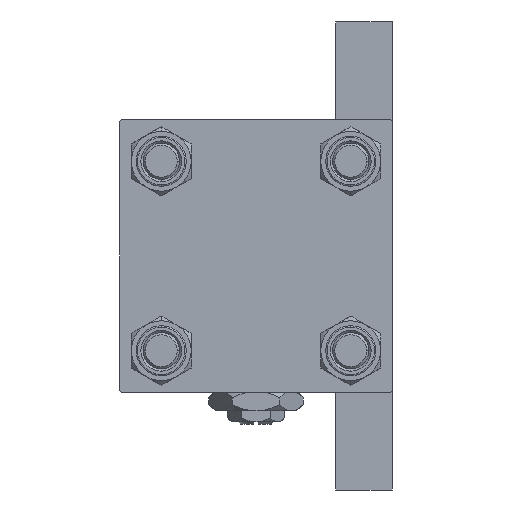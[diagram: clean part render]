
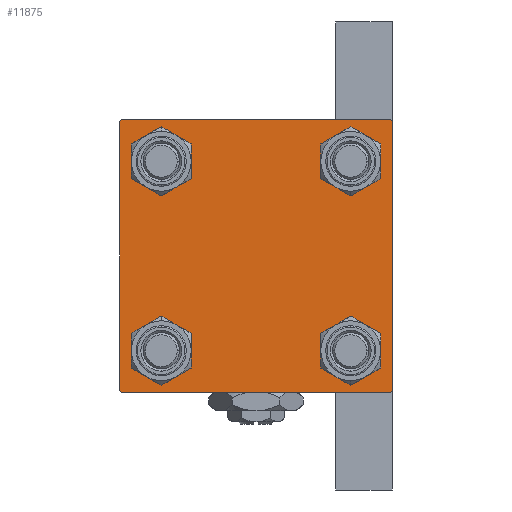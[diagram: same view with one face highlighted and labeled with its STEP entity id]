
A CAD part, left-side view. The second image highlights one B-rep face of the part: STEP entity #11875.
In plain terms, the highlighted planar face has unit normal (-1, 0, 0).
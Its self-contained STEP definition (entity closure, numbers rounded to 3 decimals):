
#84 = CIRCLE ( 'NONE', #6654, 4.5 ) ;
#670 = EDGE_CURVE ( 'NONE', #49140, #48398, #84, .T. ) ;
#1214 = DIRECTION ( 'NONE',  ( 0., 0., -1. ) ) ;
#1739 = AXIS2_PLACEMENT_3D ( 'NONE', #15543, #7777, #27439 ) ;
#2725 = VERTEX_POINT ( 'NONE', #46363 ) ;
#3608 = VECTOR ( 'NONE', #23051, 1000. ) ;
#3901 = FACE_BOUND ( 'NONE', #24665, .T. ) ;
#4050 = CARTESIAN_POINT ( 'NONE',  ( 0., 30., -29.5 ) ) ;
#4056 = CARTESIAN_POINT ( 'NONE',  ( 0., 29.5, 30. ) ) ;
#4279 = CIRCLE ( 'NONE', #27441, 4.5 ) ;
#4448 = EDGE_CURVE ( 'NONE', #37592, #14205, #11414, .T. ) ;
#4456 = ORIENTED_EDGE ( 'NONE', *, *, #670, .T. ) ;
#5038 = ORIENTED_EDGE ( 'NONE', *, *, #29219, .T. ) ;
#5581 = DIRECTION ( 'NONE',  ( 1., 0., 0. ) ) ;
#5918 = EDGE_CURVE ( 'NONE', #14474, #17332, #16723, .T. ) ;
#6504 = EDGE_CURVE ( 'NONE', #2725, #45344, #48184, .T. ) ;
#6654 = AXIS2_PLACEMENT_3D ( 'NONE', #17178, #24677, #33185 ) ;
#7777 = DIRECTION ( 'NONE',  ( -1., 0., 0. ) ) ;
#8402 = CARTESIAN_POINT ( 'NONE',  ( 0., 29.75, -29.75 ) ) ;
#9603 = CARTESIAN_POINT ( 'NONE',  ( 0., -29.75, -29.75 ) ) ;
#10755 = VECTOR ( 'NONE', #11951, 1000. ) ;
#10946 = VERTEX_POINT ( 'NONE', #43878 ) ;
#11414 = LINE ( 'NONE', #27195, #3608 ) ;
#11514 = ORIENTED_EDGE ( 'NONE', *, *, #13089, .T. ) ;
#11716 = AXIS2_PLACEMENT_3D ( 'NONE', #33269, #37377, #44585 ) ;
#11852 = VECTOR ( 'NONE', #32336, 1000. ) ;
#11875 = ADVANCED_FACE ( 'NONE', ( #15800, #12168, #3901, #23549, #23289 ), #27697, .T. ) ;
#11951 = DIRECTION ( 'NONE',  ( 0., -1., 0. ) ) ;
#12168 = FACE_BOUND ( 'NONE', #37102, .T. ) ;
#12511 = CARTESIAN_POINT ( 'NONE',  ( 0., 30., 29.5 ) ) ;
#12741 = EDGE_LOOP ( 'NONE', ( #11514, #38494 ) ) ;
#13089 = EDGE_CURVE ( 'NONE', #10946, #32331, #4279, .T. ) ;
#14205 = VERTEX_POINT ( 'NONE', #28086 ) ;
#14367 = EDGE_CURVE ( 'NONE', #32331, #10946, #28269, .T. ) ;
#14474 = VERTEX_POINT ( 'NONE', #12511 ) ;
#14608 = DIRECTION ( 'NONE',  ( 0., 0.707, 0.707 ) ) ;
#15405 = CARTESIAN_POINT ( 'NONE',  ( 0., -20.85, 20.85 ) ) ;
#15543 = CARTESIAN_POINT ( 'NONE',  ( 0., 0., 0. ) ) ;
#15716 = CARTESIAN_POINT ( 'NONE',  ( 0., -20.85, -16.35 ) ) ;
#15800 = FACE_BOUND ( 'NONE', #43577, .T. ) ;
#15941 = CARTESIAN_POINT ( 'NONE',  ( 0., -30., 29.5 ) ) ;
#16642 = DIRECTION ( 'NONE',  ( 1., 0., 0. ) ) ;
#16668 = EDGE_CURVE ( 'NONE', #24941, #33640, #25118, .T. ) ;
#16723 = LINE ( 'NONE', #20357, #37460 ) ;
#16839 = ORIENTED_EDGE ( 'NONE', *, *, #18547, .T. ) ;
#17150 = DIRECTION ( 'NONE',  ( 0., 0., 1. ) ) ;
#17178 = CARTESIAN_POINT ( 'NONE',  ( 0., 20.85, -20.85 ) ) ;
#17332 = VERTEX_POINT ( 'NONE', #4050 ) ;
#18500 = LINE ( 'NONE', #46316, #47906 ) ;
#18522 = CARTESIAN_POINT ( 'NONE',  ( 0., 29.5, -30. ) ) ;
#18547 = EDGE_CURVE ( 'NONE', #49276, #47350, #36116, .T. ) ;
#18892 = VECTOR ( 'NONE', #21246, 1000. ) ;
#19164 = EDGE_CURVE ( 'NONE', #24941, #14474, #42558, .T. ) ;
#19945 = DIRECTION ( 'NONE',  ( 1., 0., 0. ) ) ;
#20357 = CARTESIAN_POINT ( 'NONE',  ( 0., 30., 30. ) ) ;
#21246 = DIRECTION ( 'NONE',  ( 0., -0.707, 0.707 ) ) ;
#21869 = AXIS2_PLACEMENT_3D ( 'NONE', #28776, #16642, #17150 ) ;
#22450 = CIRCLE ( 'NONE', #11716, 4.5 ) ;
#22652 = CARTESIAN_POINT ( 'NONE',  ( 0., -29.5, -30. ) ) ;
#23051 = DIRECTION ( 'NONE',  ( 0., 0., -1. ) ) ;
#23289 = FACE_OUTER_BOUND ( 'NONE', #43236, .T. ) ;
#23549 = FACE_BOUND ( 'NONE', #12741, .T. ) ;
#23588 = EDGE_CURVE ( 'NONE', #24316, #49170, #39305, .T. ) ;
#23883 = ORIENTED_EDGE ( 'NONE', *, *, #28174, .T. ) ;
#24316 = VERTEX_POINT ( 'NONE', #18522 ) ;
#24665 = EDGE_LOOP ( 'NONE', ( #47471, #4456 ) ) ;
#24677 = DIRECTION ( 'NONE',  ( 1., 0., 0. ) ) ;
#24941 = VERTEX_POINT ( 'NONE', #4056 ) ;
#25118 = LINE ( 'NONE', #31839, #11852 ) ;
#26298 = CIRCLE ( 'NONE', #45227, 4.5 ) ;
#26858 = DIRECTION ( 'NONE',  ( 0., 0.707, -0.707 ) ) ;
#27017 = CARTESIAN_POINT ( 'NONE',  ( 0., 20.85, 20.85 ) ) ;
#27195 = CARTESIAN_POINT ( 'NONE',  ( 0., -30., 30. ) ) ;
#27439 = DIRECTION ( 'NONE',  ( 0., 0., 1. ) ) ;
#27441 = AXIS2_PLACEMENT_3D ( 'NONE', #36176, #19945, #44396 ) ;
#27697 = PLANE ( 'NONE',  #1739 ) ;
#28086 = CARTESIAN_POINT ( 'NONE',  ( 0., -30., -29.5 ) ) ;
#28174 = EDGE_CURVE ( 'NONE', #17332, #24316, #31426, .T. ) ;
#28269 = CIRCLE ( 'NONE', #34862, 4.5 ) ;
#28470 = ORIENTED_EDGE ( 'NONE', *, *, #38016, .T. ) ;
#28693 = ORIENTED_EDGE ( 'NONE', *, *, #23588, .T. ) ;
#28776 = CARTESIAN_POINT ( 'NONE',  ( 0., -20.85, 20.85 ) ) ;
#29219 = EDGE_CURVE ( 'NONE', #37592, #33640, #18500, .T. ) ;
#31426 = LINE ( 'NONE', #8402, #46220 ) ;
#31640 = EDGE_CURVE ( 'NONE', #45344, #2725, #22450, .T. ) ;
#31714 = CARTESIAN_POINT ( 'NONE',  ( 0., -20.85, 16.35 ) ) ;
#31839 = CARTESIAN_POINT ( 'NONE',  ( 0., 30., 30. ) ) ;
#32331 = VERTEX_POINT ( 'NONE', #43456 ) ;
#32336 = DIRECTION ( 'NONE',  ( 0., -1., 0. ) ) ;
#33185 = DIRECTION ( 'NONE',  ( 0., 0., 1. ) ) ;
#33236 = CARTESIAN_POINT ( 'NONE',  ( 0., 20.85, -20.85 ) ) ;
#33269 = CARTESIAN_POINT ( 'NONE',  ( 0., -20.85, -20.85 ) ) ;
#33319 = DIRECTION ( 'NONE',  ( 1., 0., 0. ) ) ;
#33640 = VERTEX_POINT ( 'NONE', #50457 ) ;
#33679 = ORIENTED_EDGE ( 'NONE', *, *, #4448, .F. ) ;
#34743 = DIRECTION ( 'NONE',  ( 1., 0., 0. ) ) ;
#34862 = AXIS2_PLACEMENT_3D ( 'NONE', #27017, #34743, #50955 ) ;
#36075 = AXIS2_PLACEMENT_3D ( 'NONE', #15405, #46853, #42980 ) ;
#36116 = CIRCLE ( 'NONE', #36075, 4.5 ) ;
#36176 = CARTESIAN_POINT ( 'NONE',  ( 0., 20.85, 20.85 ) ) ;
#37102 = EDGE_LOOP ( 'NONE', ( #37817, #49973 ) ) ;
#37125 = ORIENTED_EDGE ( 'NONE', *, *, #5918, .T. ) ;
#37377 = DIRECTION ( 'NONE',  ( 1., 0., 0. ) ) ;
#37430 = DIRECTION ( 'NONE',  ( 0., 0., 1. ) ) ;
#37460 = VECTOR ( 'NONE', #1214, 1000. ) ;
#37488 = LINE ( 'NONE', #9603, #18892 ) ;
#37592 = VERTEX_POINT ( 'NONE', #15941 ) ;
#37622 = ORIENTED_EDGE ( 'NONE', *, *, #16668, .F. ) ;
#37817 = ORIENTED_EDGE ( 'NONE', *, *, #31640, .T. ) ;
#38016 = EDGE_CURVE ( 'NONE', #47350, #49276, #44073, .T. ) ;
#38188 = ORIENTED_EDGE ( 'NONE', *, *, #19164, .T. ) ;
#38494 = ORIENTED_EDGE ( 'NONE', *, *, #14367, .T. ) ;
#38617 = CARTESIAN_POINT ( 'NONE',  ( 0., 20.85, -16.35 ) ) ;
#39305 = LINE ( 'NONE', #40054, #10755 ) ;
#40054 = CARTESIAN_POINT ( 'NONE',  ( 0., 30., -30. ) ) ;
#42302 = CARTESIAN_POINT ( 'NONE',  ( 0., 29.75, 29.75 ) ) ;
#42417 = AXIS2_PLACEMENT_3D ( 'NONE', #44896, #33319, #37430 ) ;
#42558 = LINE ( 'NONE', #42302, #42827 ) ;
#42827 = VECTOR ( 'NONE', #26858, 1000. ) ;
#42980 = DIRECTION ( 'NONE',  ( 0., 0., 1. ) ) ;
#42999 = DIRECTION ( 'NONE',  ( 0., -0.707, -0.707 ) ) ;
#43236 = EDGE_LOOP ( 'NONE', ( #37125, #23883, #28693, #43302, #33679, #5038, #37622, #38188 ) ) ;
#43302 = ORIENTED_EDGE ( 'NONE', *, *, #47686, .T. ) ;
#43456 = CARTESIAN_POINT ( 'NONE',  ( 0., 20.85, 16.35 ) ) ;
#43577 = EDGE_LOOP ( 'NONE', ( #16839, #28470 ) ) ;
#43878 = CARTESIAN_POINT ( 'NONE',  ( 0., 20.85, 25.35 ) ) ;
#44073 = CIRCLE ( 'NONE', #21869, 4.5 ) ;
#44396 = DIRECTION ( 'NONE',  ( 0., 0., 1. ) ) ;
#44585 = DIRECTION ( 'NONE',  ( 0., 0., 1. ) ) ;
#44896 = CARTESIAN_POINT ( 'NONE',  ( 0., -20.85, -20.85 ) ) ;
#45227 = AXIS2_PLACEMENT_3D ( 'NONE', #33236, #5581, #45311 ) ;
#45311 = DIRECTION ( 'NONE',  ( 0., 0., 1. ) ) ;
#45344 = VERTEX_POINT ( 'NONE', #15716 ) ;
#46220 = VECTOR ( 'NONE', #42999, 1000. ) ;
#46316 = CARTESIAN_POINT ( 'NONE',  ( 0., -29.75, 29.75 ) ) ;
#46358 = CARTESIAN_POINT ( 'NONE',  ( 0., -20.85, 25.35 ) ) ;
#46363 = CARTESIAN_POINT ( 'NONE',  ( 0., -20.85, -25.35 ) ) ;
#46853 = DIRECTION ( 'NONE',  ( 1., 0., 0. ) ) ;
#47350 = VERTEX_POINT ( 'NONE', #31714 ) ;
#47419 = EDGE_CURVE ( 'NONE', #48398, #49140, #26298, .T. ) ;
#47471 = ORIENTED_EDGE ( 'NONE', *, *, #47419, .T. ) ;
#47686 = EDGE_CURVE ( 'NONE', #49170, #14205, #37488, .T. ) ;
#47906 = VECTOR ( 'NONE', #14608, 1000. ) ;
#48184 = CIRCLE ( 'NONE', #42417, 4.5 ) ;
#48398 = VERTEX_POINT ( 'NONE', #38617 ) ;
#48703 = CARTESIAN_POINT ( 'NONE',  ( 0., 20.85, -25.35 ) ) ;
#49140 = VERTEX_POINT ( 'NONE', #48703 ) ;
#49170 = VERTEX_POINT ( 'NONE', #22652 ) ;
#49276 = VERTEX_POINT ( 'NONE', #46358 ) ;
#49973 = ORIENTED_EDGE ( 'NONE', *, *, #6504, .T. ) ;
#50457 = CARTESIAN_POINT ( 'NONE',  ( 0., -29.5, 30. ) ) ;
#50955 = DIRECTION ( 'NONE',  ( 0., 0., 1. ) ) ;
